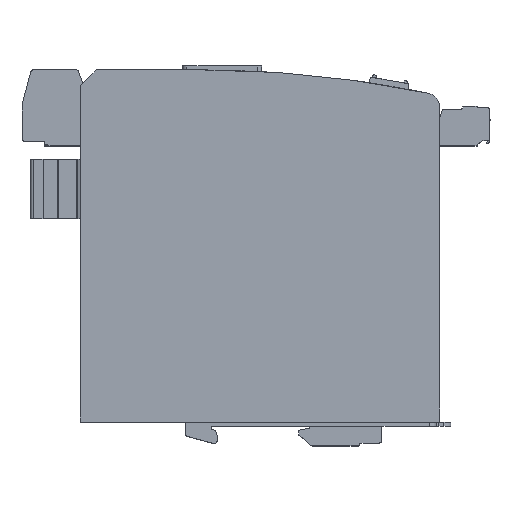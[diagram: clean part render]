
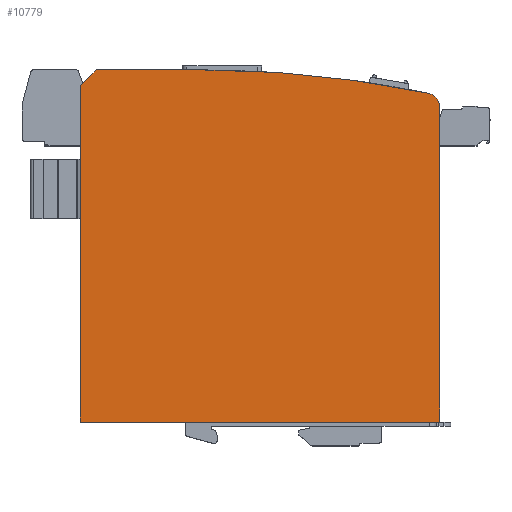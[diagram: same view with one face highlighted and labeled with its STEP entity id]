
A CAD part, top view. The second image highlights one B-rep face of the part: STEP entity #10779.
In plain terms, the highlighted planar face has unit normal (0, 0, 1).
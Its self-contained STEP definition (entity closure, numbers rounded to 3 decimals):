
#174 = DIRECTION ( 'NONE',  ( 1., 0., 0. ) ) ;
#257 = AXIS2_PLACEMENT_3D ( 'NONE', #2947, #12514, #7440 ) ;
#334 = CIRCLE ( 'NONE', #3341, 5. ) ;
#506 = VERTEX_POINT ( 'NONE', #12358 ) ;
#616 = VECTOR ( 'NONE', #12139, 1000. ) ;
#731 = LINE ( 'NONE', #15235, #7107 ) ;
#1107 = EDGE_CURVE ( 'NONE', #12269, #11045, #4877, .T. ) ;
#1322 = CARTESIAN_POINT ( 'NONE',  ( 65., 115.512, 70. ) ) ;
#1334 = LINE ( 'NONE', #3843, #13166 ) ;
#1654 = EDGE_CURVE ( 'NONE', #5211, #506, #1334, .T. ) ;
#1871 = CARTESIAN_POINT ( 'NONE',  ( -65., 123.2, 70. ) ) ;
#2161 = DIRECTION ( 'NONE',  ( 1., 0., 0. ) ) ;
#2271 = EDGE_CURVE ( 'NONE', #4725, #5211, #7740, .T. ) ;
#2463 = DIRECTION ( 'NONE',  ( 0., 0., -1. ) ) ;
#2564 = LINE ( 'NONE', #7345, #616 ) ;
#2947 = CARTESIAN_POINT ( 'NONE',  ( 60., 115.512, 70. ) ) ;
#2948 = ORIENTED_EDGE ( 'NONE', *, *, #2271, .T. ) ;
#3067 = VECTOR ( 'NONE', #12982, 1000. ) ;
#3341 = AXIS2_PLACEMENT_3D ( 'NONE', #11585, #10792, #9536 ) ;
#3843 = CARTESIAN_POINT ( 'NONE',  ( -65., 1.5, 70. ) ) ;
#4440 = ORIENTED_EDGE ( 'NONE', *, *, #14608, .T. ) ;
#4725 = VERTEX_POINT ( 'NONE', #9066 ) ;
#4730 = ORIENTED_EDGE ( 'NONE', *, *, #10190, .T. ) ;
#4877 = CIRCLE ( 'NONE', #14151, 400.3 ) ;
#5211 = VERTEX_POINT ( 'NONE', #8484 ) ;
#5242 = ORIENTED_EDGE ( 'NONE', *, *, #1107, .F. ) ;
#6243 = ORIENTED_EDGE ( 'NONE', *, *, #8449, .T. ) ;
#6991 = ORIENTED_EDGE ( 'NONE', *, *, #1654, .T. ) ;
#7107 = VECTOR ( 'NONE', #10296, 1000. ) ;
#7345 = CARTESIAN_POINT ( 'NONE',  ( -59.3, 128.9, 70. ) ) ;
#7440 = DIRECTION ( 'NONE',  ( 1., 0., 0. ) ) ;
#7740 = LINE ( 'NONE', #1871, #13429 ) ;
#8025 = CARTESIAN_POINT ( 'NONE',  ( -21., 128.9, 70. ) ) ;
#8290 = CARTESIAN_POINT ( 'NONE',  ( -21., 128.9, 70. ) ) ;
#8449 = EDGE_CURVE ( 'NONE', #12269, #9100, #14161, .T. ) ;
#8484 = CARTESIAN_POINT ( 'NONE',  ( -65., 1.5, 70. ) ) ;
#8906 = FACE_OUTER_BOUND ( 'NONE', #13499, .T. ) ;
#9066 = CARTESIAN_POINT ( 'NONE',  ( -65., 123.2, 70. ) ) ;
#9100 = VERTEX_POINT ( 'NONE', #14732 ) ;
#9407 = EDGE_CURVE ( 'NONE', #11045, #10720, #334, .T. ) ;
#9536 = DIRECTION ( 'NONE',  ( 1., 0., 0. ) ) ;
#10190 = EDGE_CURVE ( 'NONE', #506, #10720, #731, .T. ) ;
#10296 = DIRECTION ( 'NONE',  ( 0., 1., 0. ) ) ;
#10415 = ORIENTED_EDGE ( 'NONE', *, *, #9407, .F. ) ;
#10720 = VERTEX_POINT ( 'NONE', #1322 ) ;
#10779 = ADVANCED_FACE ( 'NONE', ( #8906 ), #13702, .T. ) ;
#10792 = DIRECTION ( 'NONE',  ( 0., 0., -1. ) ) ;
#11045 = VERTEX_POINT ( 'NONE', #12572 ) ;
#11585 = CARTESIAN_POINT ( 'NONE',  ( 60., 115.512, 70. ) ) ;
#12139 = DIRECTION ( 'NONE',  ( -0.707, -0.707, 0. ) ) ;
#12269 = VERTEX_POINT ( 'NONE', #8290 ) ;
#12358 = CARTESIAN_POINT ( 'NONE',  ( 65., 1.5, 70. ) ) ;
#12514 = DIRECTION ( 'NONE',  ( 0., 0., 1. ) ) ;
#12527 = DIRECTION ( 'NONE',  ( 0., -1., 0. ) ) ;
#12572 = CARTESIAN_POINT ( 'NONE',  ( 61.025, 120.406, 70. ) ) ;
#12980 = CARTESIAN_POINT ( 'NONE',  ( -21., -271.4, 70. ) ) ;
#12982 = DIRECTION ( 'NONE',  ( -1., 0., 0. ) ) ;
#13166 = VECTOR ( 'NONE', #174, 1000. ) ;
#13429 = VECTOR ( 'NONE', #12527, 1000. ) ;
#13499 = EDGE_LOOP ( 'NONE', ( #5242, #6243, #4440, #2948, #6991, #4730, #10415 ) ) ;
#13702 = PLANE ( 'NONE',  #257 ) ;
#14151 = AXIS2_PLACEMENT_3D ( 'NONE', #12980, #2463, #2161 ) ;
#14161 = LINE ( 'NONE', #8025, #3067 ) ;
#14608 = EDGE_CURVE ( 'NONE', #9100, #4725, #2564, .T. ) ;
#14732 = CARTESIAN_POINT ( 'NONE',  ( -59.3, 128.9, 70. ) ) ;
#15235 = CARTESIAN_POINT ( 'NONE',  ( 65., 1.5, 70. ) ) ;
